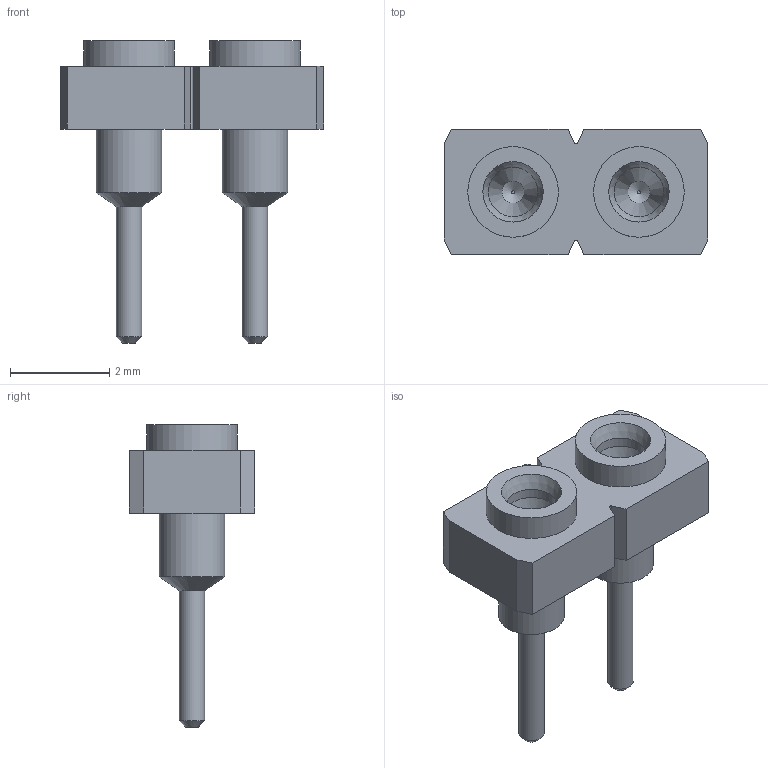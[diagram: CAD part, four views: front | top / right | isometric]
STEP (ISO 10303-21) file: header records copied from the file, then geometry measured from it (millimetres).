
FILE_DESCRIPTION(('STEP AP214'), '1');
FILE_NAME('SL-105-TT-11', '2017-07-15T12:47:53', ('Nobody'), (''), 'ASCON STEP Converter 1.3', 'ASCON Math Kernel', '');
FILE_SCHEMA(('AUTOMOTIVE_DESIGN { 1 0 10303 214 3 1 1}'));
Length unit declared in the file: millimetre
Assembly tree (2 placements, depth 2):
  (unnamed)
    (unnamed)  x2
Bounding box: 5.31 x 2.54 x 6.1 mm (x, y, z)
Volume: 20.9 mm3; surface area: 118.1 mm2
Topology: 3 solids, 3 shells, 56 faces, 112 edges, 70 vertices
Faces by surface type: plane 28, cylinder 16, cone 12
Full cylindrical faces by diameter (mm): 0.51 x2, 1 x4, 1.32 x6, 1.83 x2
Entity records: 1405 total; most frequent: DIRECTION 176, CARTESIAN_POINT 163, ORIENTED_EDGE 138, EDGE_CURVE 69, AXIS2_PLACEMENT_3D 66, EDGE_LOOP 60, VERTEX_POINT 53, LINE 44
